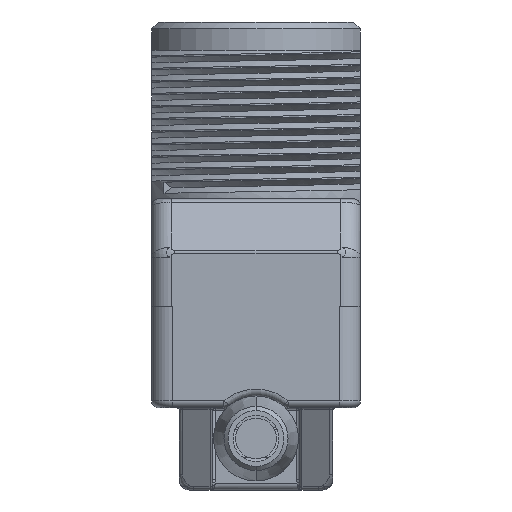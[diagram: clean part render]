
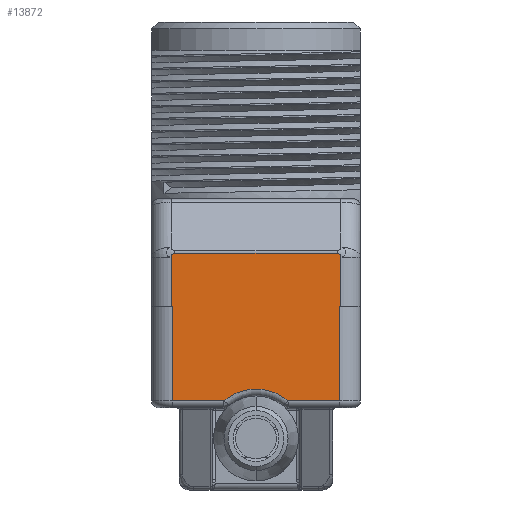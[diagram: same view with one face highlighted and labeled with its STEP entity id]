
A CAD part, front view. The second image highlights one B-rep face of the part: STEP entity #13872.
In plain terms, the highlighted planar face has unit normal (0, -1, 0).
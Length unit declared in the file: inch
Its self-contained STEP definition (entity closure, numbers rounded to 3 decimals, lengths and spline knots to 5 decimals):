
#277=CARTESIAN_POINT('',(-0.09074,-0.67913,
-0.26772));
#303=CARTESIAN_POINT('',(0.,-0.67913,-0.37402));
#304=DIRECTION('',(0.,1.,0.));
#305=DIRECTION('',(-0.649,0.,0.761));
#306=AXIS2_PLACEMENT_3D('',#303,#304,#305);
#308=CARTESIAN_POINT('',(0.09074,-0.67913,
-0.26772));
#336=DIRECTION('',(-1.,0.,0.));
#337=VECTOR('',#336,0.14548);
#338=CARTESIAN_POINT('',(0.23622,-0.67913,
-0.26772));
#339=LINE('',#338,#337);
#349=CARTESIAN_POINT('',(-0.24016,-0.67913,
0.13877));
#350=CARTESIAN_POINT('',(-0.24002,-0.67913,
0.14386));
#351=CARTESIAN_POINT('',(-0.2347,-0.67913,
0.14932));
#352=CARTESIAN_POINT('',(-0.22961,-0.67913,
0.14932));
#354=CARTESIAN_POINT('',(0.24016,-0.67913,
0.13877));
#355=CARTESIAN_POINT('',(0.24002,-0.67913,
0.14386));
#356=CARTESIAN_POINT('',(0.2347,-0.67913,
0.14932));
#357=CARTESIAN_POINT('',(0.22961,-0.67913,
0.14932));
#364=DIRECTION('',(1.,0.,0.));
#365=VECTOR('',#364,0.00394);
#366=CARTESIAN_POINT('',(0.23622,-0.67913,0.));
#367=LINE('',#366,#365);
#376=DIRECTION('',(0.,0.,1.));
#377=VECTOR('',#376,0.26772);
#378=CARTESIAN_POINT('',(0.23622,-0.67913,
-0.26772));
#379=LINE('',#378,#377);
#1292=DIRECTION('',(1.,0.,0.));
#1293=VECTOR('',#1292,0.00394);
#1294=CARTESIAN_POINT('',(-0.24016,-0.67913,0.));
#1295=LINE('',#1294,#1293);
#1296=DIRECTION('',(0.,0.,-1.));
#1297=VECTOR('',#1296,0.26772);
#1298=CARTESIAN_POINT('',(-0.23622,-0.67913,0.));
#1299=LINE('',#1298,#1297);
#7391=DIRECTION('',(-1.,0.,0.));
#7392=VECTOR('',#7391,0.14548);
#7393=CARTESIAN_POINT('',(-0.09074,-0.67913,
-0.26772));
#7394=LINE('',#7393,#7392);
#7404=DIRECTION('',(0.,0.,-1.));
#7405=VECTOR('',#7404,0.13877);
#7406=CARTESIAN_POINT('',(-0.24016,-0.67913,
0.13877));
#7407=LINE('',#7406,#7405);
#10526=DIRECTION('',(-1.,0.,0.));
#10527=VECTOR('',#10526,0.45922);
#10528=CARTESIAN_POINT('',(0.22961,-0.67913,
0.14932));
#10529=LINE('',#10528,#10527);
#10539=DIRECTION('',(0.,0.,-1.));
#10540=VECTOR('',#10539,0.13877);
#10541=CARTESIAN_POINT('',(0.24016,-0.67913,
0.13877));
#10542=LINE('',#10541,#10540);
#11382=CARTESIAN_POINT('',(0.24016,-0.67913,
0.13877));
#11383=CARTESIAN_POINT('',(0.24016,-0.67913,0.));
#11384=VERTEX_POINT('',#11382);
#11385=VERTEX_POINT('',#11383);
#11390=VERTEX_POINT('',#357);
#11398=CARTESIAN_POINT('',(-0.24016,-0.67913,
0.13877));
#11399=CARTESIAN_POINT('',(-0.24016,-0.67913,0.));
#11400=VERTEX_POINT('',#11398);
#11401=VERTEX_POINT('',#11399);
#11404=CARTESIAN_POINT('',(-0.22961,-0.67913,
0.14932));
#11405=VERTEX_POINT('',#11404);
#12875=CARTESIAN_POINT('',(0.23622,-0.67913,
-0.26772));
#12876=VERTEX_POINT('',#12875);
#12893=CARTESIAN_POINT('',(-0.23622,-0.67913,
-0.26772));
#12894=VERTEX_POINT('',#12893);
#12902=VERTEX_POINT('',#308);
#12904=VERTEX_POINT('',#277);
#13027=CARTESIAN_POINT('',(-0.23622,-0.67913,0.));
#13029=VERTEX_POINT('',#13027);
#13031=CARTESIAN_POINT('',(0.23622,-0.67913,0.));
#13033=VERTEX_POINT('',#13031);
#13843=CARTESIAN_POINT('',(-0.29528,-0.67913,0.));
#13844=DIRECTION('',(0.,-1.,0.));
#13845=DIRECTION('',(1.,0.,0.));
#13846=AXIS2_PLACEMENT_3D('',#13843,#13844,#13845);
#13847=PLANE('',#13846);
#13849=ORIENTED_EDGE('',*,*,#13848,.F.);
#13851=ORIENTED_EDGE('',*,*,#13850,.F.);
#13852=ORIENTED_EDGE('',*,*,#13834,.T.);
#13853=ORIENTED_EDGE('',*,*,#13774,.F.);
#13855=ORIENTED_EDGE('',*,*,#13854,.T.);
#13857=ORIENTED_EDGE('',*,*,#13856,.F.);
#13859=ORIENTED_EDGE('',*,*,#13858,.F.);
#13861=ORIENTED_EDGE('',*,*,#13860,.F.);
#13863=ORIENTED_EDGE('',*,*,#13862,.T.);
#13865=ORIENTED_EDGE('',*,*,#13864,.F.);
#13867=ORIENTED_EDGE('',*,*,#13866,.F.);
#13869=ORIENTED_EDGE('',*,*,#13868,.T.);
#13870=EDGE_LOOP('',(#13849,#13851,#13852,#13853,#13855,#13857,#13859,#13861,
#13863,#13865,#13867,#13869));
#13871=FACE_OUTER_BOUND('',#13870,.F.);
#13872=ADVANCED_FACE('',(#13871),#13847,.T.);
#307=CIRCLE('',#306,0.13976);
#353=B_SPLINE_CURVE_WITH_KNOTS('',3,(#349,#350,#351,#352),.UNSPECIFIED.,.F.,.F.,
(4,4),(0.,1.),.UNSPECIFIED.);
#358=B_SPLINE_CURVE_WITH_KNOTS('',3,(#354,#355,#356,#357),.UNSPECIFIED.,.F.,.F.,
(4,4),(0.,1.),.UNSPECIFIED.);
#13774=EDGE_CURVE('',#12904,#12902,#307,.T.);
#13834=EDGE_CURVE('',#12876,#12902,#339,.T.);
#13848=EDGE_CURVE('',#13033,#11385,#367,.T.);
#13850=EDGE_CURVE('',#12876,#13033,#379,.T.);
#13854=EDGE_CURVE('',#12904,#12894,#7394,.T.);
#13856=EDGE_CURVE('',#13029,#12894,#1299,.T.);
#13858=EDGE_CURVE('',#11401,#13029,#1295,.T.);
#13860=EDGE_CURVE('',#11400,#11401,#7407,.T.);
#13862=EDGE_CURVE('',#11400,#11405,#353,.T.);
#13864=EDGE_CURVE('',#11390,#11405,#10529,.T.);
#13866=EDGE_CURVE('',#11384,#11390,#358,.T.);
#13868=EDGE_CURVE('',#11384,#11385,#10542,.T.);
